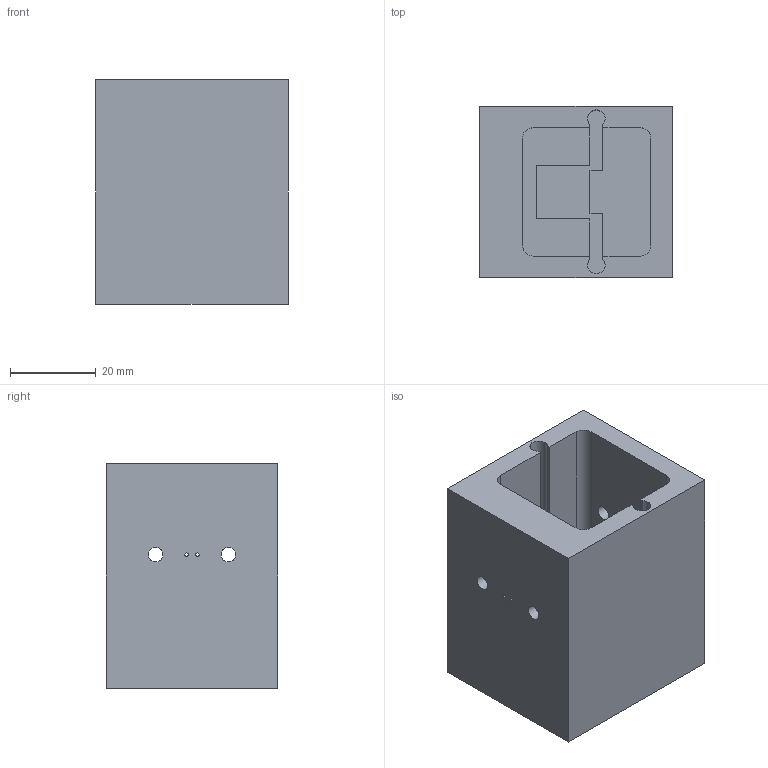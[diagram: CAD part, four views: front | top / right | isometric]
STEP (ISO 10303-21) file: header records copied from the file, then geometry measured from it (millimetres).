
FILE_DESCRIPTION(/* description */ ('STEP AP242','CAx-IF Rec.Pracs.---Representation and Presentation of Product Manufacturing Information (PMI)---4.0---2014-10-13','CAx-IF Rec.Pracs.---3D Tessellated Geometry---0.4---2014-09-14','2;1'),/* implementation_level */ '2;1');
FILE_NAME(/* name */ '6553c664822a7c22021c98c7',/* time_stamp */ '2023-11-14T19:12:16Z',/* author */ (''),/* organization */ (''),/* preprocessor_version */ 'ST-DEVELOPER v19.4',/* originating_system */ ' ',/* authorisation */ ' ');
FILE_SCHEMA (('AP242_MANAGED_MODEL_BASED_3D_ENGINEERING_MIM_LF { 1 0 10303 442 1 1 4 }'));
Length unit declared in the file: metre
Products named in the file (1): BoxBottom
Bounding box: 45 x 40 x 52.5 mm (x, y, z)
Volume: 52908.9 mm3; surface area: 19334.1 mm2
Topology: 1 solids, 1 shells, 52 faces, 148 edges, 101 vertices
Faces by surface type: plane 27, cylinder 25
Full cylindrical faces by diameter (mm): 0.794 x4, 2.6 x4, 3.4 x4, 6.6 x1, 10 x2
Entity records: 1654 total; most frequent: DIRECTION 282, CARTESIAN_POINT 273, ORIENTED_EDGE 252, EDGE_CURVE 126, AXIS2_PLACEMENT_3D 103, EDGE_LOOP 96, FACE_BOUND 96, VERTEX_POINT 94
